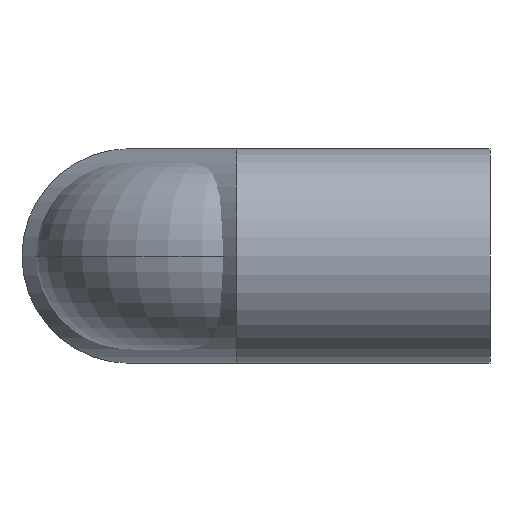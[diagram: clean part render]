
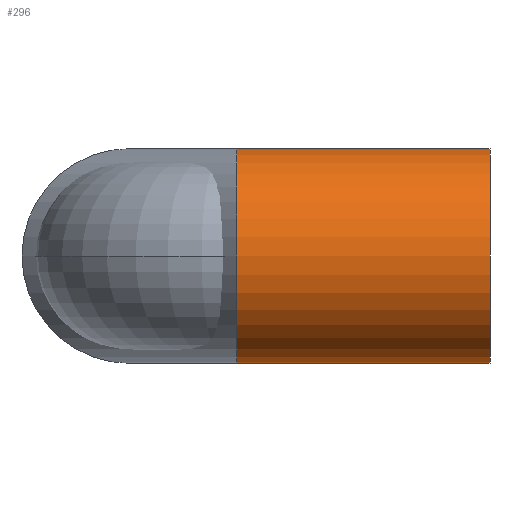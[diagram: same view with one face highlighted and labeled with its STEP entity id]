
A CAD part, left-side view. The second image highlights one B-rep face of the part: STEP entity #296.
In plain terms, the highlighted cylindrical face has radius 37.5 mm (diameter 75 mm), a partial arc.
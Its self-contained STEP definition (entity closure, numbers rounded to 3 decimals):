
#18 = CARTESIAN_POINT ( 'NONE',  ( 0., 88.5, 37.5 ) ) ;
#20 = DIRECTION ( 'NONE',  ( 0., 0., 1. ) ) ;
#30 = DIRECTION ( 'NONE',  ( 0., 0., 1. ) ) ;
#47 = LINE ( 'NONE', #193, #185 ) ;
#54 = ORIENTED_EDGE ( 'NONE', *, *, #247, .T. ) ;
#74 = AXIS2_PLACEMENT_3D ( 'NONE', #201, #347, #20 ) ;
#75 = CIRCLE ( 'NONE', #74, 37.5 ) ;
#78 = ORIENTED_EDGE ( 'NONE', *, *, #410, .F. ) ;
#84 = CARTESIAN_POINT ( 'NONE',  ( 0., 0., 0. ) ) ;
#86 = VERTEX_POINT ( 'NONE', #388 ) ;
#119 = VERTEX_POINT ( 'NONE', #141 ) ;
#122 = ORIENTED_EDGE ( 'NONE', *, *, #134, .T. ) ;
#134 = EDGE_CURVE ( 'NONE', #119, #428, #294, .T. ) ;
#141 = CARTESIAN_POINT ( 'NONE',  ( 0., 0., -37.5 ) ) ;
#182 = AXIS2_PLACEMENT_3D ( 'NONE', #84, #229, #372 ) ;
#185 = VECTOR ( 'NONE', #337, 1000. ) ;
#188 = CARTESIAN_POINT ( 'NONE',  ( 0., 0., 37.5 ) ) ;
#193 = CARTESIAN_POINT ( 'NONE',  ( 0., 0., -37.5 ) ) ;
#201 = CARTESIAN_POINT ( 'NONE',  ( 0., 88.5, 0. ) ) ;
#214 = CARTESIAN_POINT ( 'NONE',  ( 0., 0., 0. ) ) ;
#229 = DIRECTION ( 'NONE',  ( 0., 1., 0. ) ) ;
#233 = VECTOR ( 'NONE', #332, 1000. ) ;
#247 = EDGE_CURVE ( 'NONE', #428, #373, #327, .T. ) ;
#267 = FACE_OUTER_BOUND ( 'NONE', #399, .T. ) ;
#288 = AXIS2_PLACEMENT_3D ( 'NONE', #214, #357, #30 ) ;
#294 = CIRCLE ( 'NONE', #288, 37.5 ) ;
#296 = ADVANCED_FACE ( 'NONE', ( #267 ), #402, .T. ) ;
#299 = EDGE_CURVE ( 'NONE', #119, #86, #47, .T. ) ;
#327 = LINE ( 'NONE', #188, #233 ) ;
#331 = ORIENTED_EDGE ( 'NONE', *, *, #299, .F. ) ;
#332 = DIRECTION ( 'NONE',  ( 0., 1., 0. ) ) ;
#337 = DIRECTION ( 'NONE',  ( 0., 1., 0. ) ) ;
#347 = DIRECTION ( 'NONE',  ( 0., 1., 0. ) ) ;
#349 = CARTESIAN_POINT ( 'NONE',  ( 0., 0., 37.5 ) ) ;
#357 = DIRECTION ( 'NONE',  ( 0., 1., 0. ) ) ;
#372 = DIRECTION ( 'NONE',  ( 0., 0., 1. ) ) ;
#373 = VERTEX_POINT ( 'NONE', #18 ) ;
#388 = CARTESIAN_POINT ( 'NONE',  ( 0., 88.5, -37.5 ) ) ;
#399 = EDGE_LOOP ( 'NONE', ( #331, #122, #54, #78 ) ) ;
#402 = CYLINDRICAL_SURFACE ( 'NONE', #182, 37.5 ) ;
#410 = EDGE_CURVE ( 'NONE', #86, #373, #75, .T. ) ;
#428 = VERTEX_POINT ( 'NONE', #349 ) ;
